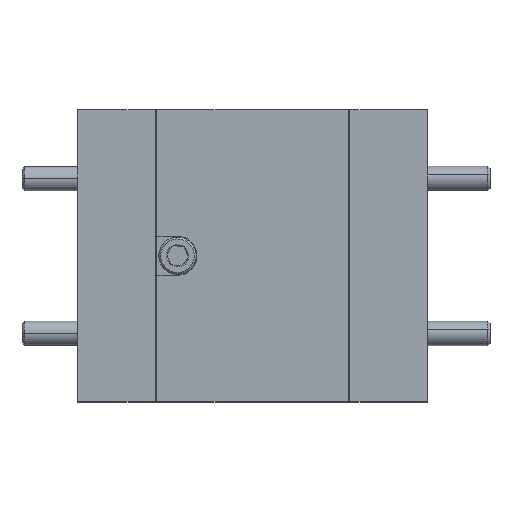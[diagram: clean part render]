
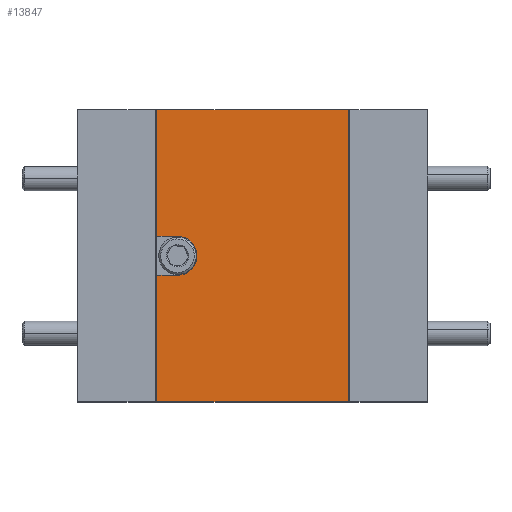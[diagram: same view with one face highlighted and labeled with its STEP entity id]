
A CAD part, top view. The second image highlights one B-rep face of the part: STEP entity #13847.
In plain terms, the highlighted planar face has unit normal (0, 0, 1).
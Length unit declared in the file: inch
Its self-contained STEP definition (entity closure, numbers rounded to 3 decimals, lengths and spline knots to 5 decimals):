
#767 = VERTEX_POINT ( 'NONE', #9458 ) ;
#1374 = CARTESIAN_POINT ( 'NONE',  ( 0.04337, 0.3003, 0.84172 ) ) ;
#2139 = VERTEX_POINT ( 'NONE', #30846 ) ;
#2373 = CARTESIAN_POINT ( 'NONE',  ( 0.09637, 0.4003, 0.84172 ) ) ;
#2400 = VERTEX_POINT ( 'NONE', #1374 ) ;
#2655 = CARTESIAN_POINT ( 'NONE',  ( 0.09637, 0.4003, 0.84172 ) ) ;
#3020 = DIRECTION ( 'NONE',  ( 0., -1., 0. ) ) ;
#3737 = CARTESIAN_POINT ( 'NONE',  ( 0.53537, -0.0247, 0.84172 ) ) ;
#4493 = VECTOR ( 'NONE', #38820, 39.37008 ) ;
#4898 = ORIENTED_EDGE ( 'NONE', *, *, #7162, .T. ) ;
#4992 = ORIENTED_EDGE ( 'NONE', *, *, #30135, .F. ) ;
#5474 = DIRECTION ( 'NONE',  ( -1., 0., 0. ) ) ;
#5989 = CARTESIAN_POINT ( 'NONE',  ( 0.04337, 0.7253, 0.84172 ) ) ;
#6324 = CARTESIAN_POINT ( 'NONE',  ( 0.53537, 0.7253, 0.84172 ) ) ;
#7162 = EDGE_CURVE ( 'NONE', #23532, #19083, #20679, .T. ) ;
#7165 = DIRECTION ( 'NONE',  ( 0., 0., 1. ) ) ;
#7710 = ORIENTED_EDGE ( 'NONE', *, *, #12630, .T. ) ;
#7726 = CARTESIAN_POINT ( 'NONE',  ( 0.53537, -0.0247, 0.84172 ) ) ;
#7832 = VECTOR ( 'NONE', #3020, 39.37008 ) ;
#9360 = VECTOR ( 'NONE', #5474, 39.37008 ) ;
#9390 = DIRECTION ( 'NONE',  ( 1., 0., 0. ) ) ;
#9458 = CARTESIAN_POINT ( 'NONE',  ( 0.04337, -0.0247, 0.84172 ) ) ;
#10083 = ORIENTED_EDGE ( 'NONE', *, *, #20448, .F. ) ;
#10773 = VECTOR ( 'NONE', #9390, 39.37008 ) ;
#11664 = EDGE_CURVE ( 'NONE', #2139, #25464, #12692, .T. ) ;
#11826 = CARTESIAN_POINT ( 'NONE',  ( 0.53537, 0.7253, 0.84172 ) ) ;
#12630 = EDGE_CURVE ( 'NONE', #2400, #767, #28610, .T. ) ;
#12692 = LINE ( 'NONE', #19995, #4493 ) ;
#12696 = DIRECTION ( 'NONE',  ( 0., -1., 0. ) ) ;
#12763 = PLANE ( 'NONE',  #33904 ) ;
#13573 = VERTEX_POINT ( 'NONE', #20525 ) ;
#13847 = ADVANCED_FACE ( 'NONE', ( #25649 ), #12763, .F. ) ;
#15173 = ORIENTED_EDGE ( 'NONE', *, *, #31200, .F. ) ;
#16615 = LINE ( 'NONE', #2373, #9360 ) ;
#16917 = DIRECTION ( 'NONE',  ( -1., 0., 0. ) ) ;
#17278 = ORIENTED_EDGE ( 'NONE', *, *, #28961, .T. ) ;
#18340 = DIRECTION ( 'NONE',  ( -1., 0., 0. ) ) ;
#18554 = LINE ( 'NONE', #24653, #10773 ) ;
#18931 = CARTESIAN_POINT ( 'NONE',  ( 0.09637, 0.3503, 0.84172 ) ) ;
#19083 = VERTEX_POINT ( 'NONE', #36147 ) ;
#19693 = AXIS2_PLACEMENT_3D ( 'NONE', #18931, #7165, #25634 ) ;
#19995 = CARTESIAN_POINT ( 'NONE',  ( 0.53537, 0.7253, 0.84172 ) ) ;
#20222 = VECTOR ( 'NONE', #12696, 39.37008 ) ;
#20448 = EDGE_CURVE ( 'NONE', #2400, #13573, #18554, .T. ) ;
#20525 = CARTESIAN_POINT ( 'NONE',  ( 0.09637, 0.3003, 0.84172 ) ) ;
#20679 = LINE ( 'NONE', #36817, #20222 ) ;
#21980 = DIRECTION ( 'NONE',  ( 0., 0., -1. ) ) ;
#22963 = CIRCLE ( 'NONE', #19693, 0.05 ) ;
#23532 = VERTEX_POINT ( 'NONE', #29669 ) ;
#24653 = CARTESIAN_POINT ( 'NONE',  ( 0.09637, 0.3003, 0.84172 ) ) ;
#24786 = DIRECTION ( 'NONE',  ( 1., 0., 0. ) ) ;
#25464 = VERTEX_POINT ( 'NONE', #3737 ) ;
#25634 = DIRECTION ( 'NONE',  ( -1., 0., 0. ) ) ;
#25649 = FACE_OUTER_BOUND ( 'NONE', #37184, .T. ) ;
#28610 = LINE ( 'NONE', #5989, #7832 ) ;
#28940 = VERTEX_POINT ( 'NONE', #2655 ) ;
#28961 = EDGE_CURVE ( 'NONE', #2139, #23532, #33193, .T. ) ;
#29669 = CARTESIAN_POINT ( 'NONE',  ( 0.04337, 0.7253, 0.84172 ) ) ;
#29997 = EDGE_CURVE ( 'NONE', #13573, #28940, #22963, .T. ) ;
#30135 = EDGE_CURVE ( 'NONE', #25464, #767, #39978, .T. ) ;
#30449 = ORIENTED_EDGE ( 'NONE', *, *, #11664, .F. ) ;
#30846 = CARTESIAN_POINT ( 'NONE',  ( 0.53537, 0.7253, 0.84172 ) ) ;
#31200 = EDGE_CURVE ( 'NONE', #28940, #19083, #16615, .T. ) ;
#33193 = LINE ( 'NONE', #11826, #38499 ) ;
#33904 = AXIS2_PLACEMENT_3D ( 'NONE', #6324, #21980, #24786 ) ;
#36147 = CARTESIAN_POINT ( 'NONE',  ( 0.04337, 0.4003, 0.84172 ) ) ;
#36817 = CARTESIAN_POINT ( 'NONE',  ( 0.04337, 0.7253, 0.84172 ) ) ;
#37184 = EDGE_LOOP ( 'NONE', ( #4898, #15173, #38578, #10083, #7710, #4992, #30449, #17278 ) ) ;
#38499 = VECTOR ( 'NONE', #18340, 39.37008 ) ;
#38578 = ORIENTED_EDGE ( 'NONE', *, *, #29997, .F. ) ;
#38820 = DIRECTION ( 'NONE',  ( 0., -1., 0. ) ) ;
#39499 = VECTOR ( 'NONE', #16917, 39.37008 ) ;
#39978 = LINE ( 'NONE', #7726, #39499 ) ;
